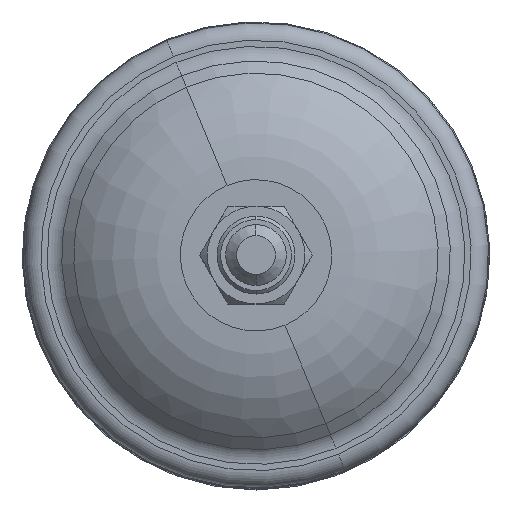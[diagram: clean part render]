
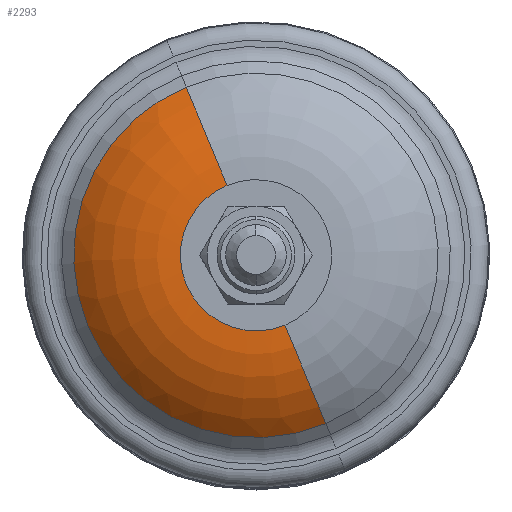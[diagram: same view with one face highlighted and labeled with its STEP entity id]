
A CAD part, top view. The second image highlights one B-rep face of the part: STEP entity #2293.
In plain terms, the highlighted toroidal (fillet/blend) face has major radius 10.84 mm and minor radius 22 mm.
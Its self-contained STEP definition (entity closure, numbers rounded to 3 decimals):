
#48 = CARTESIAN_POINT ( 'NONE',  ( 0., 0., 89.1 ) ) ;
#51 = CARTESIAN_POINT ( 'NONE',  ( 4.152, -10.013, 67.1 ) ) ;
#328 = FACE_OUTER_BOUND ( 'NONE', #2825, .T. ) ;
#366 = AXIS2_PLACEMENT_3D ( 'NONE', #1502, #1689, #1897 ) ;
#381 = DIRECTION ( 'NONE',  ( 0., 0., -1. ) ) ;
#384 = VERTEX_POINT ( 'NONE', #633 ) ;
#401 = ORIENTED_EDGE ( 'NONE', *, *, #890, .F. ) ;
#633 = CARTESIAN_POINT ( 'NONE',  ( -4.152, 10.013, 89.1 ) ) ;
#761 = CARTESIAN_POINT ( 'NONE',  ( 4.152, -10.013, 89.1 ) ) ;
#889 = VERTEX_POINT ( 'NONE', #761 ) ;
#890 = EDGE_CURVE ( 'NONE', #2427, #1067, #1816, .T. ) ;
#903 = ORIENTED_EDGE ( 'NONE', *, *, #1995, .T. ) ;
#1001 = DIRECTION ( 'NONE',  ( 0.924, 0.383, 0. ) ) ;
#1052 = AXIS2_PLACEMENT_3D ( 'NONE', #2529, #2288, #2278 ) ;
#1067 = VERTEX_POINT ( 'NONE', #1534 ) ;
#1091 = ORIENTED_EDGE ( 'NONE', *, *, #2765, .F. ) ;
#1231 = DIRECTION ( 'NONE',  ( 0., 0., -1. ) ) ;
#1316 = DIRECTION ( 'NONE',  ( 0.383, -0.924, 0. ) ) ;
#1380 = EDGE_CURVE ( 'NONE', #889, #384, #1972, .T. ) ;
#1412 = AXIS2_PLACEMENT_3D ( 'NONE', #51, #1001, #2098 ) ;
#1502 = CARTESIAN_POINT ( 'NONE',  ( 0., 0., 82.925 ) ) ;
#1534 = CARTESIAN_POINT ( 'NONE',  ( -10.006, 24.13, 82.925 ) ) ;
#1683 = DIRECTION ( 'NONE',  ( 0.383, -0.924, 0. ) ) ;
#1689 = DIRECTION ( 'NONE',  ( 0., 0., -1. ) ) ;
#1816 = CIRCLE ( 'NONE', #366, 26.123 ) ;
#1897 = DIRECTION ( 'NONE',  ( 0.383, -0.924, 0. ) ) ;
#1972 = CIRCLE ( 'NONE', #2519, 10.84 ) ;
#1995 = EDGE_CURVE ( 'NONE', #384, #1067, #2365, .T. ) ;
#2098 = DIRECTION ( 'NONE',  ( -0.383, 0.924, 0. ) ) ;
#2199 = AXIS2_PLACEMENT_3D ( 'NONE', #2478, #381, #1316 ) ;
#2278 = DIRECTION ( 'NONE',  ( 0.383, -0.924, 0. ) ) ;
#2288 = DIRECTION ( 'NONE',  ( -0.924, -0.383, 0. ) ) ;
#2293 = ADVANCED_FACE ( 'NONE', ( #328 ), #2640, .T. ) ;
#2298 = CARTESIAN_POINT ( 'NONE',  ( 10.006, -24.13, 82.925 ) ) ;
#2365 = CIRCLE ( 'NONE', #1052, 22. ) ;
#2427 = VERTEX_POINT ( 'NONE', #2298 ) ;
#2478 = CARTESIAN_POINT ( 'NONE',  ( 0., 0., 67.1 ) ) ;
#2519 = AXIS2_PLACEMENT_3D ( 'NONE', #48, #1231, #1683 ) ;
#2529 = CARTESIAN_POINT ( 'NONE',  ( -4.152, 10.013, 67.1 ) ) ;
#2611 = ORIENTED_EDGE ( 'NONE', *, *, #1380, .T. ) ;
#2640 = TOROIDAL_SURFACE ( 'NONE', #2199, 10.84, 22. ) ;
#2738 = CIRCLE ( 'NONE', #1412, 22. ) ;
#2765 = EDGE_CURVE ( 'NONE', #889, #2427, #2738, .T. ) ;
#2825 = EDGE_LOOP ( 'NONE', ( #2611, #903, #401, #1091 ) ) ;
